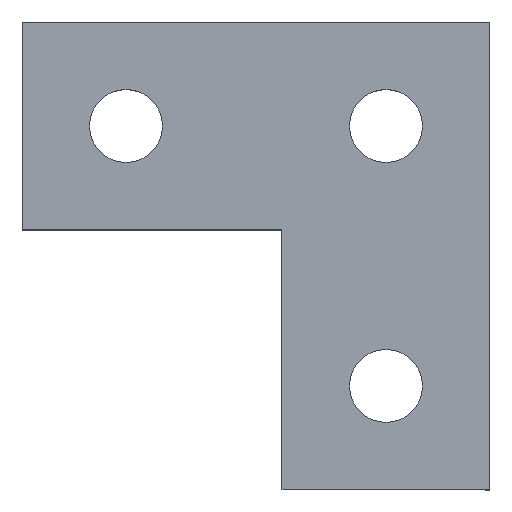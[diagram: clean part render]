
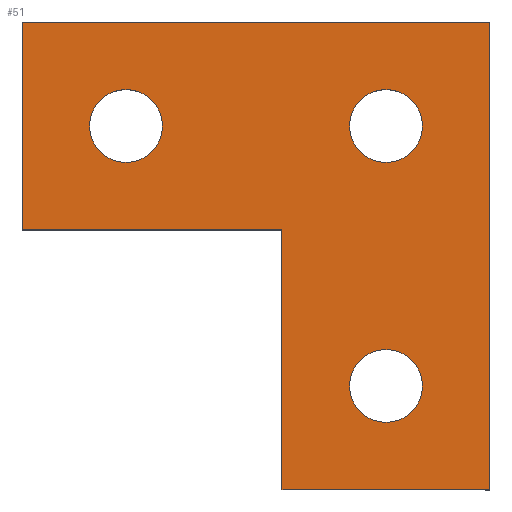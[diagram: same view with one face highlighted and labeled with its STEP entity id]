
A CAD part, top view. The second image highlights one B-rep face of the part: STEP entity #51.
In plain terms, the highlighted planar face has unit normal (0, 0, 1).
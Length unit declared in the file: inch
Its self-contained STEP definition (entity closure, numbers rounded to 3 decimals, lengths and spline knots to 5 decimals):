
#51=ADVANCED_FACE('',(#106,#107,#108,#109),#110,.F.);
#106=FACE_BOUND('',#162,.T.);
#107=FACE_BOUND('',#163,.T.);
#108=FACE_BOUND('',#164,.T.);
#109=FACE_OUTER_BOUND('',#165,.T.);
#110=PLANE('',#166);
#162=EDGE_LOOP('',(#247,#248));
#163=EDGE_LOOP('',(#249,#250));
#164=EDGE_LOOP('',(#251,#252));
#165=EDGE_LOOP('',(#253,#254,#255,#256,#257,#258));
#166=AXIS2_PLACEMENT_3D('',#259,#260,#261);
#247=ORIENTED_EDGE('',*,*,#350,.T.);
#248=ORIENTED_EDGE('',*,*,#351,.T.);
#249=ORIENTED_EDGE('',*,*,#345,.T.);
#250=ORIENTED_EDGE('',*,*,#348,.T.);
#251=ORIENTED_EDGE('',*,*,#352,.T.);
#252=ORIENTED_EDGE('',*,*,#353,.T.);
#253=ORIENTED_EDGE('',*,*,#327,.T.);
#254=ORIENTED_EDGE('',*,*,#354,.T.);
#255=ORIENTED_EDGE('',*,*,#341,.T.);
#256=ORIENTED_EDGE('',*,*,#322,.T.);
#257=ORIENTED_EDGE('',*,*,#355,.T.);
#258=ORIENTED_EDGE('',*,*,#356,.T.);
#259=CARTESIAN_POINT('',(-1.49825,-1.49825,0.23622));
#260=DIRECTION('',(0.,0.,-1.0));
#261=DIRECTION('',(1.0,0.,0.));
#322=EDGE_CURVE('',#376,#374,#377,.T.);
#327=EDGE_CURVE('',#385,#383,#386,.T.);
#341=EDGE_CURVE('',#408,#376,#409,.T.);
#345=EDGE_CURVE('',#414,#412,#415,.T.);
#348=EDGE_CURVE('',#412,#414,#418,.T.);
#350=EDGE_CURVE('',#420,#421,#422,.T.);
#351=EDGE_CURVE('',#421,#420,#423,.T.);
#352=EDGE_CURVE('',#424,#425,#426,.T.);
#353=EDGE_CURVE('',#425,#424,#427,.T.);
#354=EDGE_CURVE('',#383,#408,#428,.T.);
#355=EDGE_CURVE('',#374,#429,#430,.T.);
#356=EDGE_CURVE('',#429,#385,#431,.T.);
#374=VERTEX_POINT('',#450);
#376=VERTEX_POINT('',#453);
#377=LINE('',#454,#455);
#383=VERTEX_POINT('',#463);
#385=VERTEX_POINT('',#466);
#386=LINE('',#467,#468);
#408=VERTEX_POINT('',#495);
#409=LINE('',#496,#497);
#412=VERTEX_POINT('',#501);
#414=VERTEX_POINT('',#504);
#415=CIRCLE('',#505,0.27559);
#418=CIRCLE('',#509,0.27559);
#420=VERTEX_POINT('',#511);
#421=VERTEX_POINT('',#512);
#422=CIRCLE('',#513,0.27559);
#423=CIRCLE('',#514,0.27559);
#424=VERTEX_POINT('',#515);
#425=VERTEX_POINT('',#516);
#426=CIRCLE('',#517,0.27559);
#427=CIRCLE('',#518,0.27559);
#428=LINE('',#519,#520);
#429=VERTEX_POINT('',#521);
#430=LINE('',#522,#523);
#431=LINE('',#524,#525);
#450=CARTESIAN_POINT('',(0.,-3.54331,0.23622));
#453=CARTESIAN_POINT('',(-1.5748,-3.54331,0.23622));
#454=CARTESIAN_POINT('',(-0.59099,-3.54331,0.23622));
#455=VECTOR('',#546,0.03937);
#463=CARTESIAN_POINT('',(-3.54331,-1.5748,0.23622));
#466=CARTESIAN_POINT('',(-3.54331,0.,0.23622));
#467=CARTESIAN_POINT('',(-3.54331,-0.8679,0.23622));
#468=VECTOR('',#550,0.03937);
#495=CARTESIAN_POINT('',(-1.5748,-1.5748,0.23622));
#496=CARTESIAN_POINT('',(-1.5748,-2.47855,0.23622));
#497=VECTOR('',#574,0.03937);
#501=CARTESIAN_POINT('',(-0.51181,-0.7874,0.23622));
#504=CARTESIAN_POINT('',(-1.06299,-0.7874,0.23622));
#505=AXIS2_PLACEMENT_3D('',#577,#578,#579);
#509=AXIS2_PLACEMENT_3D('',#581,#582,#583);
#511=CARTESIAN_POINT('',(-1.06299,-2.75591,0.23622));
#512=CARTESIAN_POINT('',(-0.51181,-2.75591,0.23622));
#513=AXIS2_PLACEMENT_3D('',#584,#585,#586);
#514=AXIS2_PLACEMENT_3D('',#587,#588,#589);
#515=CARTESIAN_POINT('',(-3.0315,-0.7874,0.23622));
#516=CARTESIAN_POINT('',(-2.48031,-0.7874,0.23622));
#517=AXIS2_PLACEMENT_3D('',#590,#591,#592);
#518=AXIS2_PLACEMENT_3D('',#593,#594,#595);
#519=CARTESIAN_POINT('',(-2.60698,-1.5748,0.23622));
#520=VECTOR('',#596,0.03937);
#521=CARTESIAN_POINT('',(0.,0.,0.23622));
#522=CARTESIAN_POINT('',(0.,-2.39471,0.23622));
#523=VECTOR('',#597,0.03937);
#524=CARTESIAN_POINT('',(-0.82677,0.,0.23622));
#525=VECTOR('',#598,0.03937);
#546=DIRECTION('',(1.0,0.,0.));
#550=DIRECTION('',(0.,-1.0,0.));
#574=DIRECTION('',(0.,-1.0,0.));
#577=CARTESIAN_POINT('',(-0.7874,-0.7874,0.23622));
#578=DIRECTION('',(0.,0.,-1.0));
#579=DIRECTION('',(1.0,0.,0.));
#581=CARTESIAN_POINT('',(-0.7874,-0.7874,0.23622));
#582=DIRECTION('',(0.,0.,-1.0));
#583=DIRECTION('',(1.0,0.,0.));
#584=CARTESIAN_POINT('',(-0.7874,-2.75591,0.23622));
#585=DIRECTION('',(0.,0.,-1.0));
#586=DIRECTION('',(1.0,0.,0.));
#587=CARTESIAN_POINT('',(-0.7874,-2.75591,0.23622));
#588=DIRECTION('',(0.,0.,-1.0));
#589=DIRECTION('',(1.0,0.,0.));
#590=CARTESIAN_POINT('',(-2.75591,-0.7874,0.23622));
#591=DIRECTION('',(0.,0.,-1.0));
#592=DIRECTION('',(1.0,0.,0.));
#593=CARTESIAN_POINT('',(-2.75591,-0.7874,0.23622));
#594=DIRECTION('',(0.,0.,-1.0));
#595=DIRECTION('',(1.0,0.,0.));
#596=DIRECTION('',(1.0,0.,0.));
#597=DIRECTION('',(0.,1.0,0.));
#598=DIRECTION('',(-1.0,0.,0.));
